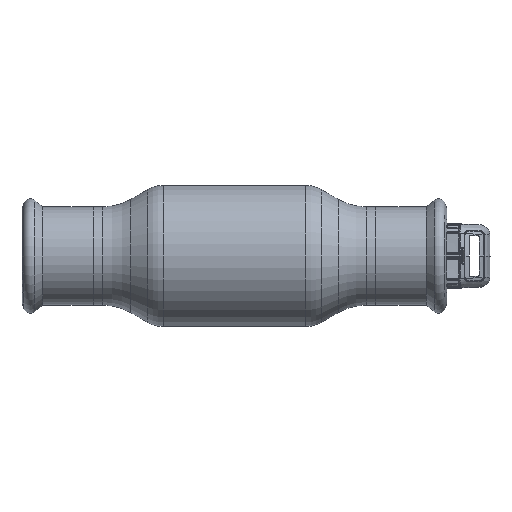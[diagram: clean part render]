
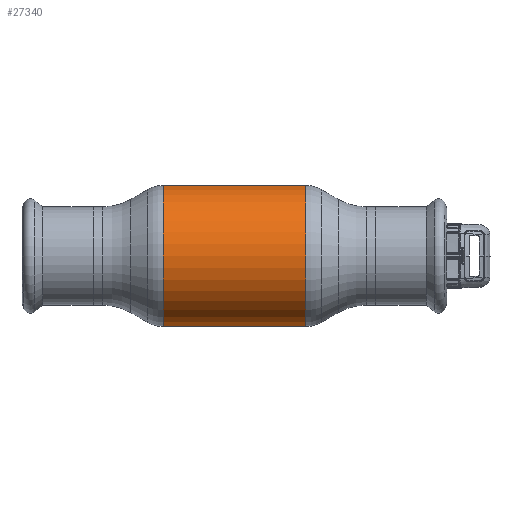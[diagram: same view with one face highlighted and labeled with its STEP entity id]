
A CAD part, front view. The second image highlights one B-rep face of the part: STEP entity #27340.
In plain terms, the highlighted cylindrical face has radius 27.5 mm (diameter 55 mm), a partial arc.
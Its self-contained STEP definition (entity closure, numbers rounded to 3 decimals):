
#542 = CARTESIAN_POINT ( 'NONE',  ( 27.785, 0., 0. ) ) ;
#1232 = VERTEX_POINT ( 'NONE', #40787 ) ;
#1386 = ORIENTED_EDGE ( 'NONE', *, *, #24487, .F. ) ;
#1958 = ORIENTED_EDGE ( 'NONE', *, *, #28878, .F. ) ;
#3757 = VECTOR ( 'NONE', #6153, 1000. ) ;
#5575 = AXIS2_PLACEMENT_3D ( 'NONE', #14128, #14329, #16295 ) ;
#6153 = DIRECTION ( 'NONE',  ( -1., 0., 0. ) ) ;
#11706 = VERTEX_POINT ( 'NONE', #35549 ) ;
#14128 = CARTESIAN_POINT ( 'NONE',  ( -62.69, 0., 0. ) ) ;
#14329 = DIRECTION ( 'NONE',  ( -1., 0., 0. ) ) ;
#15027 = VERTEX_POINT ( 'NONE', #38680 ) ;
#15466 = DIRECTION ( 'NONE',  ( 0., 0., 1. ) ) ;
#16071 = DIRECTION ( 'NONE',  ( -1., 0., 0. ) ) ;
#16295 = DIRECTION ( 'NONE',  ( 0., 0., 1. ) ) ;
#17312 = EDGE_LOOP ( 'NONE', ( #1958, #21559, #28408, #1386 ) ) ;
#17657 = AXIS2_PLACEMENT_3D ( 'NONE', #25324, #16071, #15466 ) ;
#20237 = VERTEX_POINT ( 'NONE', #20729 ) ;
#20729 = CARTESIAN_POINT ( 'NONE',  ( 27.785, 0., -27.5 ) ) ;
#21559 = ORIENTED_EDGE ( 'NONE', *, *, #27269, .T. ) ;
#24487 = EDGE_CURVE ( 'NONE', #11706, #15027, #57684, .T. ) ;
#25324 = CARTESIAN_POINT ( 'NONE',  ( -27.785, 0., 0. ) ) ;
#25443 = CARTESIAN_POINT ( 'NONE',  ( -62.69, 0., -27.5 ) ) ;
#27269 = EDGE_CURVE ( 'NONE', #20237, #1232, #33917, .T. ) ;
#27340 = ADVANCED_FACE ( 'NONE', ( #36120 ), #39743, .T. ) ;
#27476 = EDGE_CURVE ( 'NONE', #1232, #15027, #37513, .T. ) ;
#28408 = ORIENTED_EDGE ( 'NONE', *, *, #27476, .T. ) ;
#28878 = EDGE_CURVE ( 'NONE', #20237, #11706, #59641, .T. ) ;
#33917 = CIRCLE ( 'NONE', #52830, 27.5 ) ;
#35549 = CARTESIAN_POINT ( 'NONE',  ( -27.785, 0., -27.5 ) ) ;
#36120 = FACE_OUTER_BOUND ( 'NONE', #17312, .T. ) ;
#37513 = LINE ( 'NONE', #54086, #51534 ) ;
#38680 = CARTESIAN_POINT ( 'NONE',  ( -27.785, 0., 27.5 ) ) ;
#39743 = CYLINDRICAL_SURFACE ( 'NONE', #5575, 27.5 ) ;
#40787 = CARTESIAN_POINT ( 'NONE',  ( 27.785, 0., 27.5 ) ) ;
#42876 = DIRECTION ( 'NONE',  ( 0., 0., 1. ) ) ;
#43970 = DIRECTION ( 'NONE',  ( -1., 0., 0. ) ) ;
#51534 = VECTOR ( 'NONE', #43970, 1000. ) ;
#52830 = AXIS2_PLACEMENT_3D ( 'NONE', #542, #56676, #42876 ) ;
#54086 = CARTESIAN_POINT ( 'NONE',  ( -62.69, 0., 27.5 ) ) ;
#56676 = DIRECTION ( 'NONE',  ( -1., 0., 0. ) ) ;
#57684 = CIRCLE ( 'NONE', #17657, 27.5 ) ;
#59641 = LINE ( 'NONE', #25443, #3757 ) ;
